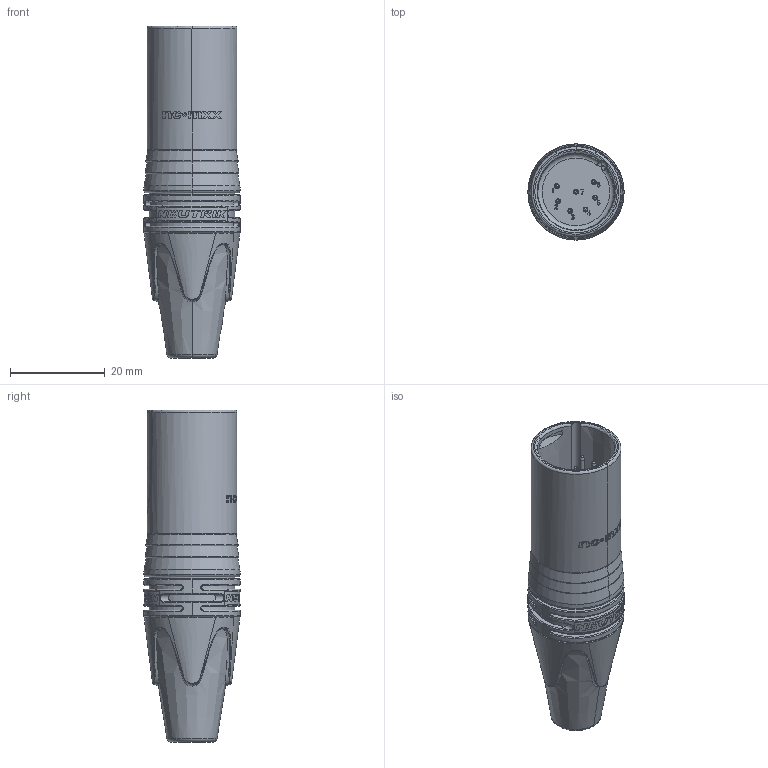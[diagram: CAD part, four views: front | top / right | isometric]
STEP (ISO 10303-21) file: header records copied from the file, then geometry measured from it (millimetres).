
FILE_DESCRIPTION((''),'2;1');
FILE_NAME('30010473','2024-06-24T10:02:38',('phk'),(''),'CREO PARAMETRIC BY PTC INC, 2023424','CREO PARAMETRIC BY PTC INC, 2023424','');
FILE_SCHEMA(('AUTOMOTIVE_DESIGN { 1 0 10303 214 1 1 1 1 }'));
Length unit declared in the file: millimetre
Products named in the file (1): 30010473
Bounding box: 20.33 x 20.33 x 70.1 mm (x, y, z)
Volume: 14598.6 mm3; surface area: 5724 mm2
Topology: 1 solids, 1 shells, 823 faces, 2173 edges, 1405 vertices
Faces by surface type: plane 434, extrusion 119, bspline 113, cylinder 81, torus 31, cone 31, sphere 14
Entity records: 40018 total; most frequent: CARTESIAN_POINT 16286, ORIENTED_EDGE 4312, DIRECTION 3297, EDGE_CURVE 2156, VERTEX_POINT 1399, VECTOR 1267, LINE 1148, AXIS2_PLACEMENT_3D 1015
